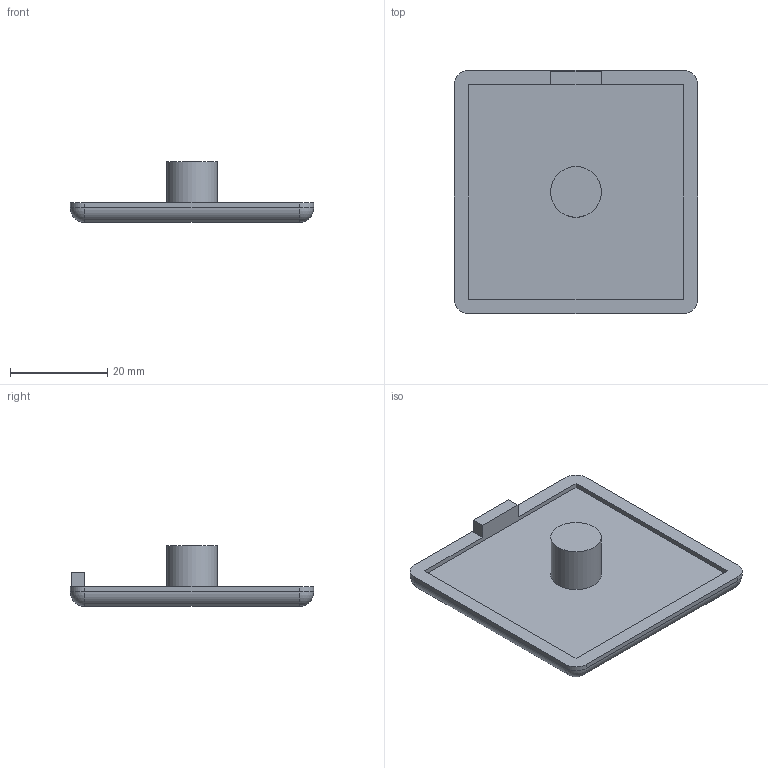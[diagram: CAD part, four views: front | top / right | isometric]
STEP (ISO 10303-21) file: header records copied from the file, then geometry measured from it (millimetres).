
FILE_DESCRIPTION(('STEP AP203'),'1');
FILE_NAME('BASE10B1166.stp','2023-10-13T14:31:37',(' '),(' '),'Spatial InterOp 3D',' ',' ');
FILE_SCHEMA(('CONFIG_CONTROL_DESIGN'));
Length unit declared in the file: millimetre
Products named in the file (1): Embout 10 50x50 noir
Bounding box: 50 x 50 x 12.5 mm (x, y, z)
Volume: 8555.3 mm3; surface area: 6073.4 mm2
Topology: 1 solids, 1 shells, 29 faces, 67 edges, 38 vertices
Faces by surface type: plane 16, cylinder 9, sphere 4
Full cylindrical faces by diameter (mm): 10.4 x1
Entity records: 944 total; most frequent: DIRECTION 140, CARTESIAN_POINT 130, ORIENTED_EDGE 124, EDGE_CURVE 62, AXIS2_PLACEMENT_3D 48, LINE 44, VECTOR 44, VERTEX_POINT 38
